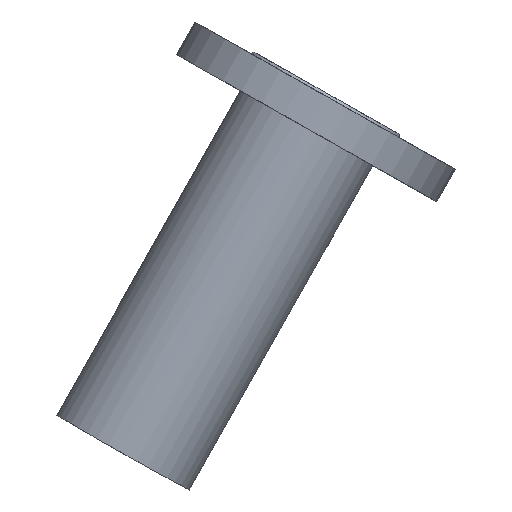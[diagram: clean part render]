
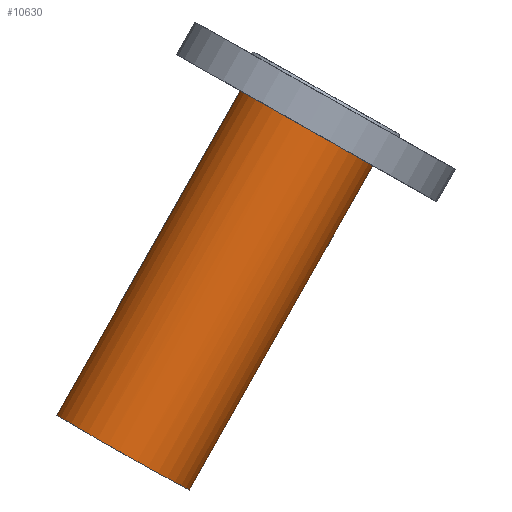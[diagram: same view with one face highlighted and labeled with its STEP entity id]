
A CAD part, front view. The second image highlights one B-rep face of the part: STEP entity #10630.
In plain terms, the highlighted cylindrical face has radius 42 mm (diameter 84 mm), a partial arc.
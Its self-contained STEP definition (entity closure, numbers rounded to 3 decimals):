
#5280=CARTESIAN_POINT('',(0.,0.,
22.2));
#5290=DIRECTION('',(0.,0.,-1.));
#5300=DIRECTION('',(1.,0.,0.));
#5310=AXIS2_PLACEMENT_3D('',#5280,#5290,#5300);
#5320=CIRCLE('',#5310,42.);
#5330=CARTESIAN_POINT('',(42.,0.,
22.2));
#5340=VERTEX_POINT('',#5330);
#5350=CARTESIAN_POINT('',(-42.,0.,
22.2));
#5360=VERTEX_POINT('',#5350);
#5370=EDGE_CURVE('',#5340,#5360,#5320,.T.);
#5850=CARTESIAN_POINT('',(42.,0.,57.));
#5860=DIRECTION('',(0.,0.,-1.));
#5870=VECTOR('',#5860,1.);
#5880=LINE('',#5850,#5870);
#5890=CARTESIAN_POINT('',(42.,0.,
227.824));
#5900=VERTEX_POINT('',#5890);
#5910=EDGE_CURVE('',#5900,#5340,#5880,.T.);
#6150=CARTESIAN_POINT('',(-42.,0.,
227.718));
#6160=VERTEX_POINT('',#6150);
#6190=CARTESIAN_POINT('',(-42.,0.,57.));
#6200=DIRECTION('',(0.,0.,-1.));
#6210=VECTOR('',#6200,1.);
#6220=LINE('',#6190,#6210);
#6230=CARTESIAN_POINT('',(-42.,0.,77.5))
;
#6240=VERTEX_POINT('',#6230);
#6250=EDGE_CURVE('',#6160,#6240,#6220,.T.);
#6400=CARTESIAN_POINT('',(-42.,0.,72.5))
;
#6410=VERTEX_POINT('',#6400);
#6440=EDGE_CURVE('',#6410,#5360,#6220,.T.);
#7490=CARTESIAN_POINT('',(-9.032,-41.017,
228.225));
#7500=CARTESIAN_POINT('',(-11.352,-40.507,
228.211));
#7510=CARTESIAN_POINT('',(-15.898,-39.093,
228.174));
#7520=CARTESIAN_POINT('',(-22.264,-35.847,
228.099));
#7530=CARTESIAN_POINT('',(-27.939,-31.628,
228.012));
#7540=CARTESIAN_POINT('',(-32.898,-26.431,
227.921));
#7550=CARTESIAN_POINT('',(-36.856,-20.555,
227.839));
#7560=CARTESIAN_POINT('',(-39.81,-14.006,
227.771));
#7570=CARTESIAN_POINT('',(-41.591,-7.14,
227.728));
#7580=CARTESIAN_POINT('',(-42.,-2.382,
227.718));
#7590=CARTESIAN_POINT('',(-42.,0.,
227.718));
#7600=B_SPLINE_CURVE_WITH_KNOTS('',3,(#7490,#7500,#7510,#7520,#7530,
#7540,#7550,#7560,#7570,#7580,#7590),.UNSPECIFIED.,.F.,.F.,(4,1,1,1,1,1,
1,1,4),(0.,0.125,0.25,0.375,0.5,0.625,0.75,0.875,1.),.UNSPECIFIED.);
#7610=CARTESIAN_POINT('',(-9.032,-41.017,
228.225));
#7620=VERTEX_POINT('',#7610);
#7630=EDGE_CURVE('',#7620,#6160,#7600,.T.);
#7660=CARTESIAN_POINT('',(42.,0.,
227.824));
#7670=CARTESIAN_POINT('',(42.,-2.294,
227.824));
#7680=CARTESIAN_POINT('',(41.62,-6.876,
227.832));
#7690=CARTESIAN_POINT('',(39.975,-13.481,
227.867));
#7700=CARTESIAN_POINT('',(37.226,-19.848,
227.922));
#7710=CARTESIAN_POINT('',(33.547,-25.579,
227.989));
#7720=CARTESIAN_POINT('',(28.912,-30.722,
228.063));
#7730=CARTESIAN_POINT('',(23.59,-34.973,
228.134));
#7740=CARTESIAN_POINT('',(17.58,-38.348,
228.196));
#7750=CARTESIAN_POINT('',(11.183,-40.675,
228.239));
#7760=CARTESIAN_POINT('',(4.445,-41.95,
228.261));
#7770=CARTESIAN_POINT('',(-2.346,-42.116,
228.258));
#7780=CARTESIAN_POINT('',(-6.832,-41.502,
228.238));
#7790=CARTESIAN_POINT('',(-9.032,-41.017,
228.225));
#7800=B_SPLINE_CURVE_WITH_KNOTS('',3,(#7660,#7670,#7680,#7690,#7700,
#7710,#7720,#7730,#7740,#7750,#7760,#7770,#7780,#7790),.UNSPECIFIED.,.F.
,.F.,(4,1,1,1,1,1,1,1,1,1,1,4),(0.,0.091,0.182,
0.273,0.364,0.455,0.545,
0.636,0.727,0.818,0.909,
1.),.UNSPECIFIED.);
#7810=EDGE_CURVE('',#5900,#7620,#7800,.T.);
#9830=CARTESIAN_POINT('',(-42.,0.,77.5))
;
#9840=CARTESIAN_POINT('',(-42.,-0.305,77.5));
#9850=CARTESIAN_POINT('',(-41.994,-0.874,
77.395));
#9860=CARTESIAN_POINT('',(-41.97,-1.645,
76.951));
#9870=CARTESIAN_POINT('',(-41.942,-2.213,
76.27));
#9880=CARTESIAN_POINT('',(-41.925,-2.512,
75.439));
#9890=CARTESIAN_POINT('',(-41.925,-2.513,
74.562));
#9900=CARTESIAN_POINT('',(-41.942,-2.214,
73.733));
#9910=CARTESIAN_POINT('',(-41.97,-1.647,
73.05));
#9920=CARTESIAN_POINT('',(-41.994,-0.871,
72.604));
#9930=CARTESIAN_POINT('',(-42.,-0.304,
72.5));
#9940=CARTESIAN_POINT('',(-42.,0.,
72.5));
#9950=B_SPLINE_CURVE_WITH_KNOTS('',3,(#9830,#9840,#9850,#9860,#9870,
#9880,#9890,#9900,#9910,#9920,#9930,#9940),.UNSPECIFIED.,.F.,.F.,(4,1,1,
1,1,1,1,1,1,4),(0.,0.111,0.222,0.333
,0.444,0.556,0.667,0.778
,0.889,1.),.UNSPECIFIED.);
#9960=EDGE_CURVE('',#6240,#6410,#9950,.T.);
#10490=CARTESIAN_POINT('',(0.,0.,
57.));
#10500=DIRECTION('',(0.,0.,-1.));
#10510=DIRECTION('',(1.,0.,0.));
#10520=AXIS2_PLACEMENT_3D('',#10490,#10500,#10510);
#10530=CYLINDRICAL_SURFACE('',#10520,42.);
#10540=ORIENTED_EDGE('',*,*,#5910,.F.);
#10550=ORIENTED_EDGE('',*,*,#5370,.F.);
#10560=ORIENTED_EDGE('',*,*,#6440,.T.);
#10570=ORIENTED_EDGE('',*,*,#9960,.T.);
#10580=ORIENTED_EDGE('',*,*,#6250,.T.);
#10590=ORIENTED_EDGE('',*,*,#7630,.T.);
#10600=ORIENTED_EDGE('',*,*,#7810,.T.);
#10610=EDGE_LOOP('',(#10600,#10590,#10580,#10570,#10560,#10550,#10540));
#10620=FACE_OUTER_BOUND('',#10610,.T.);
#10630=ADVANCED_FACE('',(#10620),#10530,.T.);
